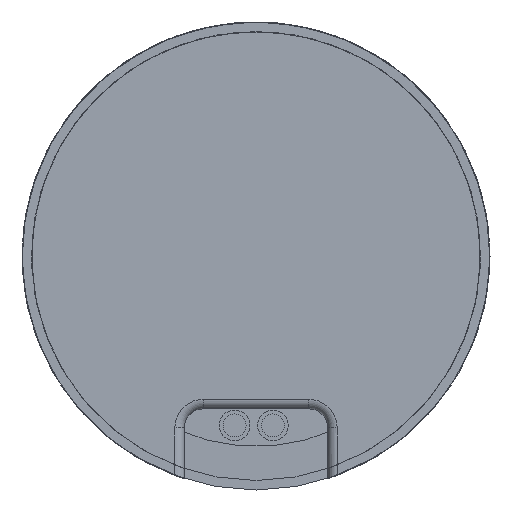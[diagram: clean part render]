
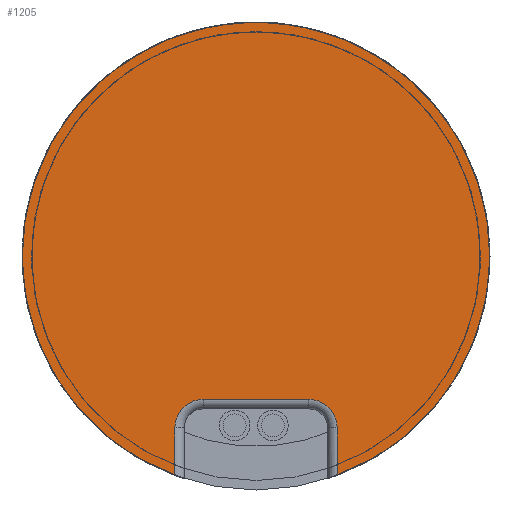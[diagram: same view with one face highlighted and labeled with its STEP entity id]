
A CAD part, front view. The second image highlights one B-rep face of the part: STEP entity #1205.
In plain terms, the highlighted face is planar.
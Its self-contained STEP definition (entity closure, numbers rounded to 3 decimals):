
#23 = DIRECTION ( 'NONE',  ( 0., 0., 1. ) ) ;
#160 = VECTOR ( 'NONE', #6556, 1000. ) ;
#383 = ORIENTED_EDGE ( 'NONE', *, *, #8400, .T. ) ;
#618 = VERTEX_POINT ( 'NONE', #6045 ) ;
#626 = DIRECTION ( 'NONE',  ( 1., 0., 0. ) ) ;
#629 = VERTEX_POINT ( 'NONE', #2266 ) ;
#655 = CARTESIAN_POINT ( 'NONE',  ( -7.5, 0., 0. ) ) ;
#690 = DIRECTION ( 'NONE',  ( 0., 1., 0. ) ) ;
#821 = DIRECTION ( 'NONE',  ( 0., 0., 1. ) ) ;
#937 = EDGE_CURVE ( 'NONE', #4092, #618, #2600, .T. ) ;
#1205 = ADVANCED_FACE ( 'NONE', ( #2832 ), #1538, .F. ) ;
#1303 = DIRECTION ( 'NONE',  ( 0., 0., 1. ) ) ;
#1378 = DIRECTION ( 'NONE',  ( 1., 0., 0. ) ) ;
#1538 = PLANE ( 'NONE',  #3074 ) ;
#1622 = CARTESIAN_POINT ( 'NONE',  ( -9., -4.25, 0. ) ) ;
#1880 = VERTEX_POINT ( 'NONE', #6299 ) ;
#1997 = DIRECTION ( 'NONE',  ( 1., 0., 0. ) ) ;
#2184 = CARTESIAN_POINT ( 'NONE',  ( -9., 4.25, 0. ) ) ;
#2266 = CARTESIAN_POINT ( 'NONE',  ( -11.489, -4.25, 0. ) ) ;
#2311 = ORIENTED_EDGE ( 'NONE', *, *, #6201, .T. ) ;
#2376 = VERTEX_POINT ( 'NONE', #2462 ) ;
#2462 = CARTESIAN_POINT ( 'NONE',  ( -7.5, 2.75, 0. ) ) ;
#2600 = LINE ( 'NONE', #7161, #5371 ) ;
#2753 = DIRECTION ( 'NONE',  ( 0., 0., 1. ) ) ;
#2832 = FACE_OUTER_BOUND ( 'NONE', #5082, .T. ) ;
#3074 = AXIS2_PLACEMENT_3D ( 'NONE', #7869, #821, #1378 ) ;
#3819 = LINE ( 'NONE', #655, #4802 ) ;
#3920 = ORIENTED_EDGE ( 'NONE', *, *, #7610, .T. ) ;
#4092 = VERTEX_POINT ( 'NONE', #2184 ) ;
#4211 = AXIS2_PLACEMENT_3D ( 'NONE', #7142, #1303, #1997 ) ;
#4570 = LINE ( 'NONE', #5878, #160 ) ;
#4795 = ORIENTED_EDGE ( 'NONE', *, *, #937, .T. ) ;
#4802 = VECTOR ( 'NONE', #690, 1000. ) ;
#5082 = EDGE_LOOP ( 'NONE', ( #3920, #4795, #7822, #6138, #2311, #383 ) ) ;
#5190 = CARTESIAN_POINT ( 'NONE',  ( -9., 2.75, 0. ) ) ;
#5351 = DIRECTION ( 'NONE',  ( 1., 0., 0. ) ) ;
#5371 = VECTOR ( 'NONE', #5916, 1000. ) ;
#5402 = EDGE_CURVE ( 'NONE', #629, #8334, #4570, .T. ) ;
#5878 = CARTESIAN_POINT ( 'NONE',  ( 0., -4.25, 0. ) ) ;
#5916 = DIRECTION ( 'NONE',  ( -1., 0., 0. ) ) ;
#6045 = CARTESIAN_POINT ( 'NONE',  ( -11.489, 4.25, 0. ) ) ;
#6138 = ORIENTED_EDGE ( 'NONE', *, *, #5402, .T. ) ;
#6201 = EDGE_CURVE ( 'NONE', #8334, #1880, #6214, .T. ) ;
#6214 = CIRCLE ( 'NONE', #7189, 1.5 ) ;
#6299 = CARTESIAN_POINT ( 'NONE',  ( -7.5, -2.75, 0. ) ) ;
#6531 = AXIS2_PLACEMENT_3D ( 'NONE', #5190, #23, #626 ) ;
#6556 = DIRECTION ( 'NONE',  ( 1., 0., 0. ) ) ;
#6629 = CARTESIAN_POINT ( 'NONE',  ( -9., -2.75, 0. ) ) ;
#7142 = CARTESIAN_POINT ( 'NONE',  ( 0., 0., 0. ) ) ;
#7161 = CARTESIAN_POINT ( 'NONE',  ( 0., 4.25, 0. ) ) ;
#7189 = AXIS2_PLACEMENT_3D ( 'NONE', #6629, #2753, #5351 ) ;
#7212 = CIRCLE ( 'NONE', #4211, 12.25 ) ;
#7610 = EDGE_CURVE ( 'NONE', #2376, #4092, #8145, .T. ) ;
#7698 = EDGE_CURVE ( 'NONE', #629, #618, #7212, .T. ) ;
#7822 = ORIENTED_EDGE ( 'NONE', *, *, #7698, .F. ) ;
#7869 = CARTESIAN_POINT ( 'NONE',  ( 0., 0., 0. ) ) ;
#8145 = CIRCLE ( 'NONE', #6531, 1.5 ) ;
#8334 = VERTEX_POINT ( 'NONE', #1622 ) ;
#8400 = EDGE_CURVE ( 'NONE', #1880, #2376, #3819, .T. ) ;
